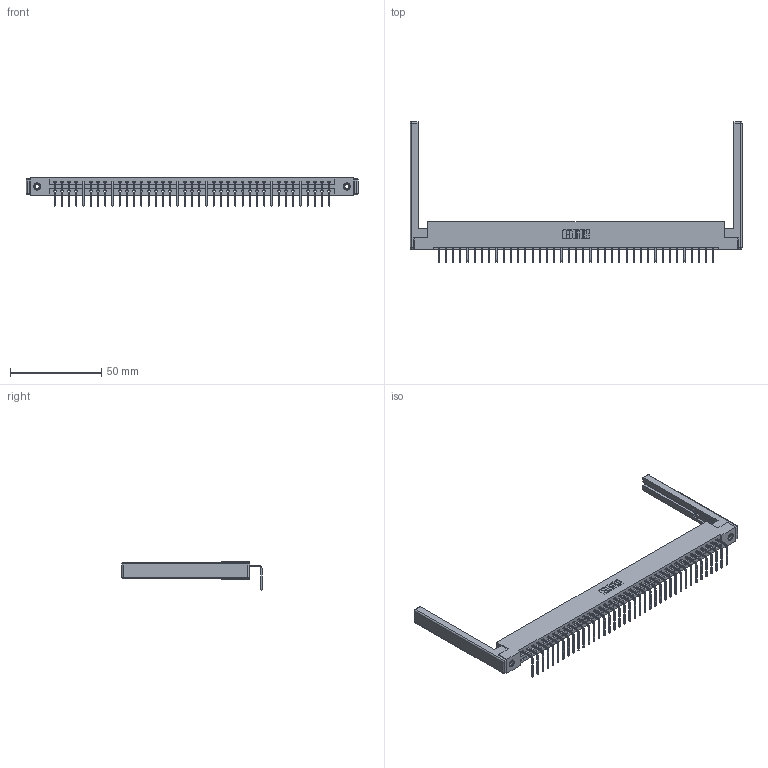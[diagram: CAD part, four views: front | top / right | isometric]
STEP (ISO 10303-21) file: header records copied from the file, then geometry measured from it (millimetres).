
FILE_DESCRIPTION (( 'STEP AP203' ), '1' );
FILE_NAME ('387-039-558-168.STEP', '2019-10-07T21:14:44', ( '' ), ( '' ), 'SwSTEP 2.0', 'SolidWorks 2016', '' );
FILE_SCHEMA (( 'CONFIG_CONTROL_DESIGN' ));
Length unit declared in the file: inch
Products named in the file (5): 307-220-068; 345-292-001_558 Tail - 2; 345-250-001_345-250-001-102; 337 Part_Flush Mounting Lugs - 0.156 Dia-TI; 387-039-558-168
Assembly tree (44 placements, depth 2):
  387-039-558-168
    337 Part_Flush Mounting Lugs - 0.156 Dia-TI
    345-292-001_558 Tail - 2  x39
    345-250-001_345-250-001-102  x2
    307-220-068  x2
Bounding box: 181.97 x 76.9 x 15.37 mm (x, y, z)
Volume: 23395.9 mm3; surface area: 24512.8 mm2
Topology: 44 solids, 44 shells, 2764 faces, 8267 edges, 5438 vertices
Faces by surface type: plane 2030, cylinder 710, cone 12, sphere 8, torus 4
Entity records: 32222 total; most frequent: CARTESIAN_POINT 5568, ORIENTED_EDGE 5532, DIRECTION 4766, EDGE_CURVE 2766, VECTOR 2588, LINE 2588, VERTEX_POINT 1834, AXIS2_PLACEMENT_3D 1089
